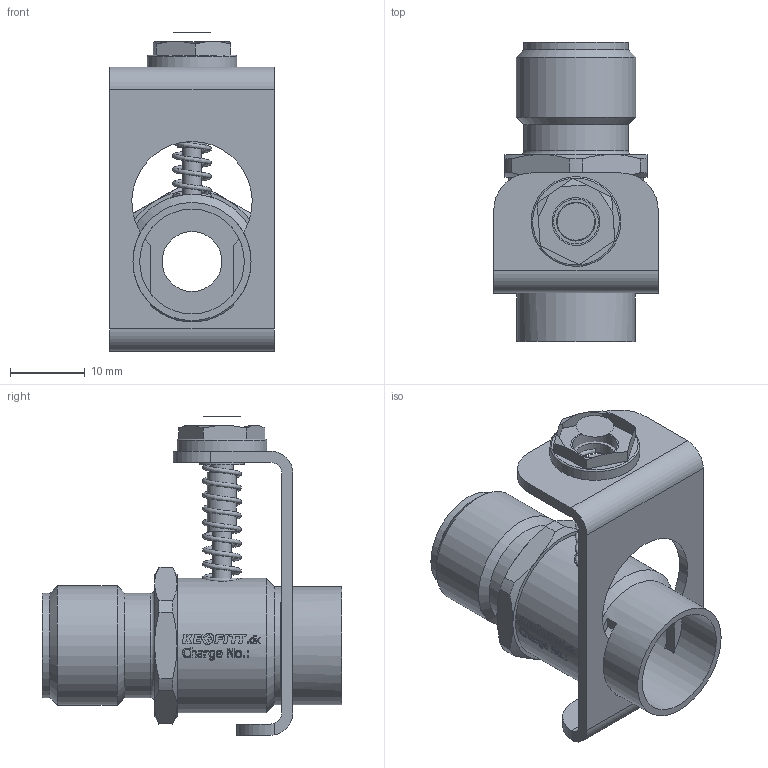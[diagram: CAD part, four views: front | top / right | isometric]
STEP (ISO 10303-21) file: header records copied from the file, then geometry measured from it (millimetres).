
FILE_DESCRIPTION(/* description */ ('This is a sample STEP configuration'),/* implementation_level */ '2;1');
FILE_NAME(/* name */ '800171.stp',/* time_stamp */ '2021-11-04T10:28:05+01:00',/* author */ ('powerJobs'),/* organization */ ('coolOrange'),/* preprocessor_version */ 'ST-DEVELOPER v18.1',/* originating_system */ 'Autodesk Inventor 2022',/* authorisation */ '');
FILE_SCHEMA (('AUTOMOTIVE_DESIGN { 1 0 10303 214 3 1 1 }'));
Length unit declared in the file: millimetre
Products named in the file (1): 800171
Bounding box: 22 x 40 x 42.6 mm (x, y, z)
Volume: 6749 mm3; surface area: 7162.1 mm2
Topology: 6 solids, 6 shells, 362 faces, 937 edges, 616 vertices
Faces by surface type: plane 151, bspline 127, cylinder 59, cone 21, torus 2, sphere 2
Full cylindrical faces by diameter (mm): 2.48 x1, 2.5 x1, 3 x1, 3.9 x1, 5.2 x1, 5.5 x1, 6 x1, 6.4 x1, 8 x1, 10 x1, 12 x1, 14 x3, 14.3 x1, 15.8 x1, 16 x1, 18 x1
Entity records: 16818 total; most frequent: CARTESIAN_POINT 8331, ORIENTED_EDGE 1870, DIRECTION 1300, EDGE_CURVE 935, VERTEX_POINT 616, LINE 456, VECTOR 456, AXIS2_PLACEMENT_3D 422
